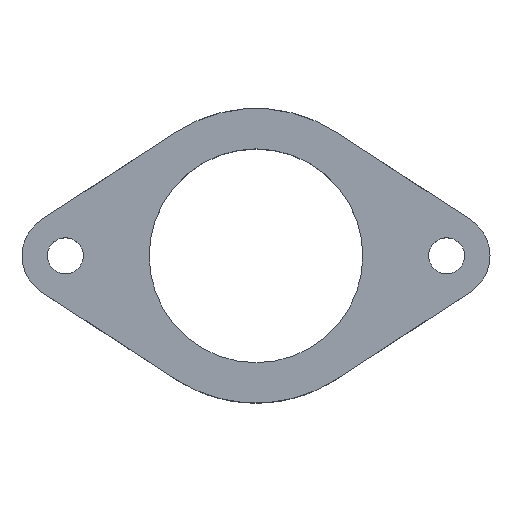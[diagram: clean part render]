
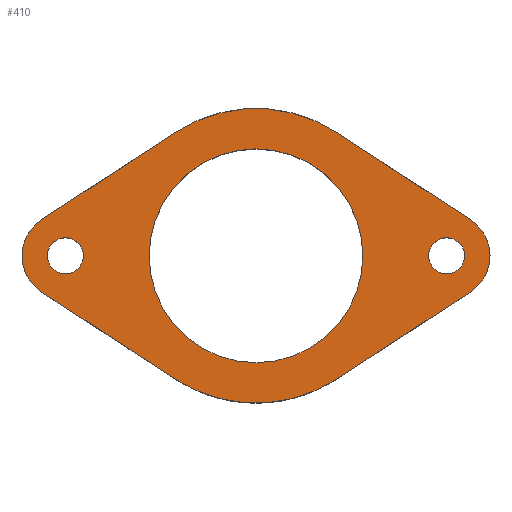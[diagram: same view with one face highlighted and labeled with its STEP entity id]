
A CAD part, top view. The second image highlights one B-rep face of the part: STEP entity #410.
In plain terms, the highlighted planar face has unit normal (0, 0, 1).
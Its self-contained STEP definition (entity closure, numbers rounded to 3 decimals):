
#104=FACE_BOUND('',#186,.T.);
#105=FACE_BOUND('',#187,.T.);
#106=FACE_BOUND('',#188,.T.);
#112=LINE('',#695,#132);
#115=LINE('',#701,#135);
#118=LINE('',#707,#138);
#121=LINE('',#713,#141);
#132=VECTOR('',#533,10.);
#135=VECTOR('',#538,10.);
#138=VECTOR('',#543,10.);
#141=VECTOR('',#548,10.);
#154=PLANE('',#461);
#167=FACE_OUTER_BOUND('',#185,.T.);
#185=EDGE_LOOP('',(#364,#365,#366,#367,#368,#369,#370,#371));
#186=EDGE_LOOP('',(#372));
#187=EDGE_LOOP('',(#373));
#188=EDGE_LOOP('',(#374));
#203=CIRCLE('',#456,1.5);
#204=CIRCLE('',#458,1.5);
#205=CIRCLE('',#460,0.625);
#206=CIRCLE('',#462,5.1);
#207=CIRCLE('',#463,5.1);
#208=CIRCLE('',#464,3.7);
#209=CIRCLE('',#465,0.625);
#258=VERTEX_POINT('',#693);
#259=VERTEX_POINT('',#694);
#260=VERTEX_POINT('',#699);
#261=VERTEX_POINT('',#700);
#262=VERTEX_POINT('',#705);
#263=VERTEX_POINT('',#706);
#264=VERTEX_POINT('',#711);
#265=VERTEX_POINT('',#712);
#266=VERTEX_POINT('',#721);
#267=VERTEX_POINT('',#727);
#268=VERTEX_POINT('',#729);
#288=EDGE_CURVE('',#258,#259,#112,.T.);
#291=EDGE_CURVE('',#260,#261,#115,.T.);
#294=EDGE_CURVE('',#262,#263,#118,.T.);
#297=EDGE_CURVE('',#264,#265,#121,.T.);
#300=EDGE_CURVE('',#259,#260,#203,.T.);
#301=EDGE_CURVE('',#265,#262,#204,.T.);
#303=EDGE_CURVE('',#266,#266,#205,.T.);
#304=EDGE_CURVE('',#261,#264,#206,.T.);
#305=EDGE_CURVE('',#263,#258,#207,.T.);
#306=EDGE_CURVE('',#267,#267,#208,.T.);
#307=EDGE_CURVE('',#268,#268,#209,.T.);
#364=ORIENTED_EDGE('',*,*,#300,.T.);
#365=ORIENTED_EDGE('',*,*,#291,.T.);
#366=ORIENTED_EDGE('',*,*,#304,.T.);
#367=ORIENTED_EDGE('',*,*,#297,.T.);
#368=ORIENTED_EDGE('',*,*,#301,.T.);
#369=ORIENTED_EDGE('',*,*,#294,.T.);
#370=ORIENTED_EDGE('',*,*,#305,.T.);
#371=ORIENTED_EDGE('',*,*,#288,.T.);
#372=ORIENTED_EDGE('',*,*,#306,.T.);
#373=ORIENTED_EDGE('',*,*,#307,.T.);
#374=ORIENTED_EDGE('',*,*,#303,.T.);
#410=ADVANCED_FACE('',(#167,#104,#105,#106),#154,.T.);
#456=AXIS2_PLACEMENT_3D('',#717,#553,#554);
#458=AXIS2_PLACEMENT_3D('',#719,#557,#558);
#460=AXIS2_PLACEMENT_3D('',#723,#562,#563);
#461=AXIS2_PLACEMENT_3D('',#724,#564,#565);
#462=AXIS2_PLACEMENT_3D('',#725,#566,#567);
#463=AXIS2_PLACEMENT_3D('',#726,#568,#569);
#464=AXIS2_PLACEMENT_3D('',#728,#570,#571);
#465=AXIS2_PLACEMENT_3D('',#730,#572,#573);
#533=DIRECTION('',(0.838,0.545,0.));
#538=DIRECTION('',(-0.838,0.545,0.));
#543=DIRECTION('',(0.838,-0.545,0.));
#548=DIRECTION('',(-0.838,-0.545,0.));
#553=DIRECTION('center_axis',(0.,0.,1.));
#554=DIRECTION('ref_axis',(1.,0.,0.));
#557=DIRECTION('center_axis',(0.,0.,1.));
#558=DIRECTION('ref_axis',(1.,0.,0.));
#562=DIRECTION('center_axis',(0.,0.,-1.));
#563=DIRECTION('ref_axis',(-1.,0.,0.));
#564=DIRECTION('center_axis',(0.,0.,1.));
#565=DIRECTION('ref_axis',(1.,0.,0.));
#566=DIRECTION('center_axis',(0.,0.,1.));
#567=DIRECTION('ref_axis',(1.,0.,0.));
#568=DIRECTION('center_axis',(0.,0.,1.));
#569=DIRECTION('ref_axis',(1.,0.,0.));
#570=DIRECTION('center_axis',(0.,0.,-1.));
#571=DIRECTION('ref_axis',(-1.,0.,0.));
#572=DIRECTION('center_axis',(0.,0.,-1.));
#573=DIRECTION('ref_axis',(-1.,0.,0.));
#693=CARTESIAN_POINT('',(-12.243,-2.775,0.));
#694=CARTESIAN_POINT('',(-7.607,0.243,0.));
#695=CARTESIAN_POINT('',(-12.243,-2.775,0.));
#699=CARTESIAN_POINT('',(-7.607,2.757,0.));
#700=CARTESIAN_POINT('',(-12.243,5.775,0.));
#701=CARTESIAN_POINT('',(-7.607,2.757,0.));
#705=CARTESIAN_POINT('',(-22.443,0.243,0.));
#706=CARTESIAN_POINT('',(-17.807,-2.775,0.));
#707=CARTESIAN_POINT('',(-22.443,0.243,0.));
#711=CARTESIAN_POINT('',(-17.807,5.775,0.));
#712=CARTESIAN_POINT('',(-22.443,2.757,0.));
#713=CARTESIAN_POINT('',(-17.807,5.775,0.));
#717=CARTESIAN_POINT('Origin',(-8.425,1.5,0.));
#719=CARTESIAN_POINT('Origin',(-21.625,1.5,0.));
#721=CARTESIAN_POINT('',(-7.8,1.5,0.));
#723=CARTESIAN_POINT('Origin',(-8.425,1.5,0.));
#724=CARTESIAN_POINT('Origin',(-8.425,1.5,0.));
#725=CARTESIAN_POINT('Origin',(-15.025,1.5,0.));
#726=CARTESIAN_POINT('Origin',(-15.025,1.5,0.));
#727=CARTESIAN_POINT('',(-11.325,1.5,0.));
#728=CARTESIAN_POINT('Origin',(-15.025,1.5,0.));
#729=CARTESIAN_POINT('',(-21.,1.5,0.));
#730=CARTESIAN_POINT('Origin',(-21.625,1.5,0.));
